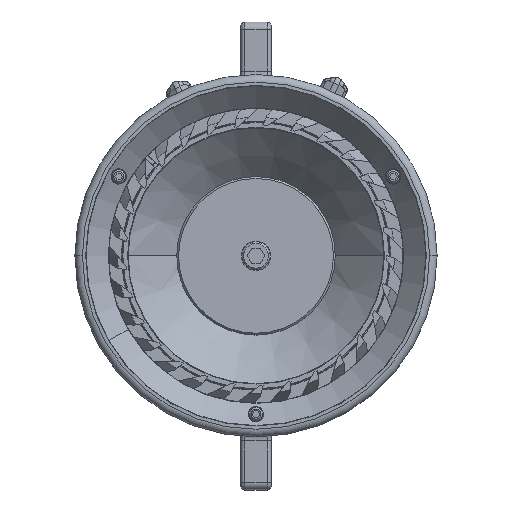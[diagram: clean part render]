
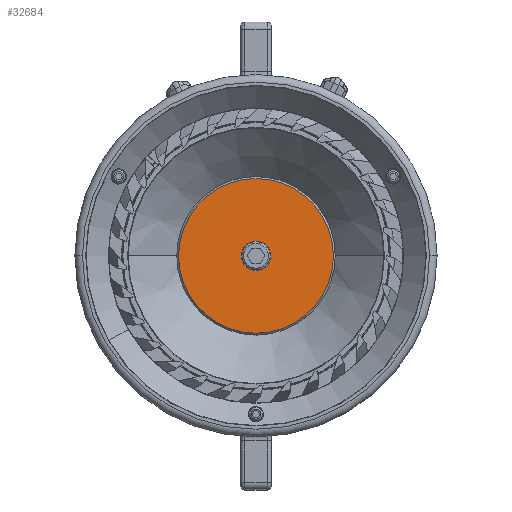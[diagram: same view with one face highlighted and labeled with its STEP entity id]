
A CAD part, top view. The second image highlights one B-rep face of the part: STEP entity #32684.
In plain terms, the highlighted planar face has unit normal (0, 0, 1).
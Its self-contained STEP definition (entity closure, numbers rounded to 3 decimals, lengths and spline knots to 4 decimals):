
#32499=CARTESIAN_POINT('',(0.,0.,4.8885));
#32500=DIRECTION('',(0.,0.,1.));
#32501=DIRECTION('',(-1.,0.,0.));
#32502=AXIS2_PLACEMENT_3D('',#32499,#32500,#32501);
#32504=CARTESIAN_POINT('',(0.,0.,4.8885));
#32505=DIRECTION('',(0.,0.,1.));
#32506=DIRECTION('',(1.,0.,0.));
#32507=AXIS2_PLACEMENT_3D('',#32504,#32505,#32506);
#32514=CARTESIAN_POINT('',(0.,0.,4.8885));
#32515=DIRECTION('',(0.,0.,-1.));
#32516=DIRECTION('',(-1.,0.,0.));
#32517=AXIS2_PLACEMENT_3D('',#32514,#32515,#32516);
#32622=CARTESIAN_POINT('',(0.,0.,4.8885));
#32623=DIRECTION('',(0.,0.,-1.));
#32624=DIRECTION('',(1.,0.,0.));
#32625=AXIS2_PLACEMENT_3D('',#32622,#32623,#32624);
#32639=CARTESIAN_POINT('',(-0.2438,0.,4.8885));
#32640=CARTESIAN_POINT('',(0.2438,0.,4.8885));
#32641=VERTEX_POINT('',#32639);
#32642=VERTEX_POINT('',#32640);
#32655=CARTESIAN_POINT('',(-1.2813,0.,4.8885));
#32656=CARTESIAN_POINT('',(1.2813,0.,4.8885));
#32657=VERTEX_POINT('',#32655);
#32658=VERTEX_POINT('',#32656);
#32667=CARTESIAN_POINT('',(0.,0.,4.8885));
#32668=DIRECTION('',(0.,0.,1.));
#32669=DIRECTION('',(-1.,0.,0.));
#32670=AXIS2_PLACEMENT_3D('',#32667,#32668,#32669);
#32671=PLANE('',#32670);
#32673=ORIENTED_EDGE('',*,*,#32672,.T.);
#32675=ORIENTED_EDGE('',*,*,#32674,.T.);
#32676=EDGE_LOOP('',(#32673,#32675));
#32677=FACE_OUTER_BOUND('',#32676,.F.);
#32679=ORIENTED_EDGE('',*,*,#32678,.T.);
#32681=ORIENTED_EDGE('',*,*,#32680,.T.);
#32682=EDGE_LOOP('',(#32679,#32681));
#32683=FACE_BOUND('',#32682,.F.);
#32503=CIRCLE('',#32502,0.2438);
#32508=CIRCLE('',#32507,0.2438);
#32518=CIRCLE('',#32517,1.2813);
#32626=CIRCLE('',#32625,1.2813);
#32672=EDGE_CURVE('',#32657,#32658,#32518,.T.);
#32674=EDGE_CURVE('',#32658,#32657,#32626,.T.);
#32678=EDGE_CURVE('',#32641,#32642,#32503,.T.);
#32680=EDGE_CURVE('',#32642,#32641,#32508,.T.);
#32684=ADVANCED_FACE('',(#32677,#32683),#32671,.T.);
